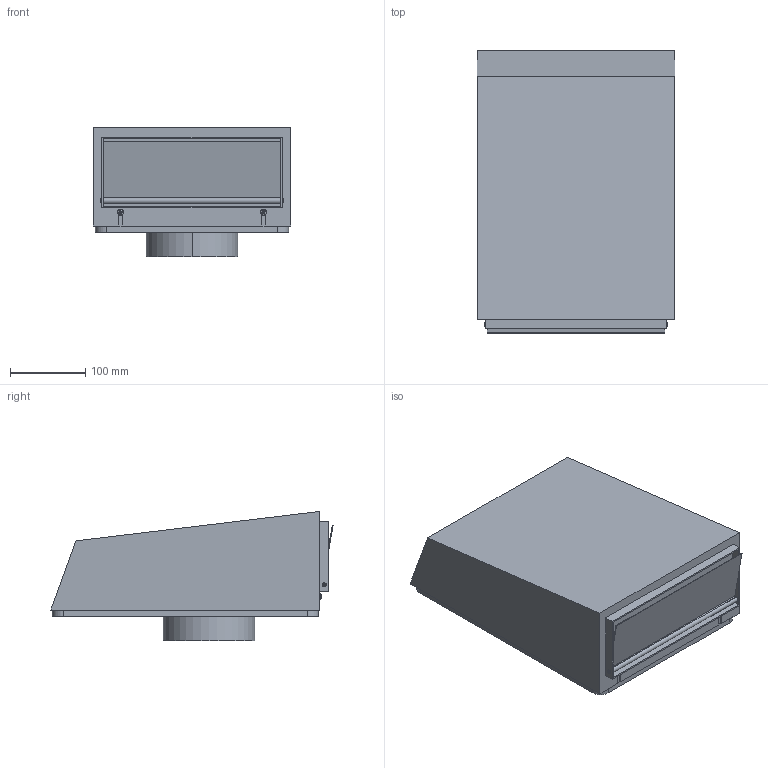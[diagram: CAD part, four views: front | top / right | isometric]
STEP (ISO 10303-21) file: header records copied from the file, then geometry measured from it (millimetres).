
FILE_DESCRIPTION (( 'STEP AP203' ), '1' );
FILE_NAME ('EXT 125.STEP', '2022-03-21T07:48:11', ( '' ), ( '' ), 'SwSTEP 2.0', 'SolidWorks 2018', '' );
FILE_SCHEMA (( 'CONFIG_CONTROL_DESIGN' ));
Length unit declared in the file: millimetre
Products named in the file (1): EXT 125
Bounding box: 262 x 375.13 x 171.6 mm (x, y, z)
Volume: 10498468.4 mm3; surface area: 410851.3 mm2
Topology: 1 solids, 2 shells, 331 faces, 883 edges, 568 vertices
Faces by surface type: plane 170, cylinder 105, torus 24, cone 16, sphere 8, bspline 8
Entity records: 15372 total; most frequent: CARTESIAN_POINT 7369, ORIENTED_EDGE 1758, DIRECTION 1589, EDGE_CURVE 879, VERTEX_POINT 568, AXIS2_PLACEMENT_3D 548, VECTOR 493, LINE 493
